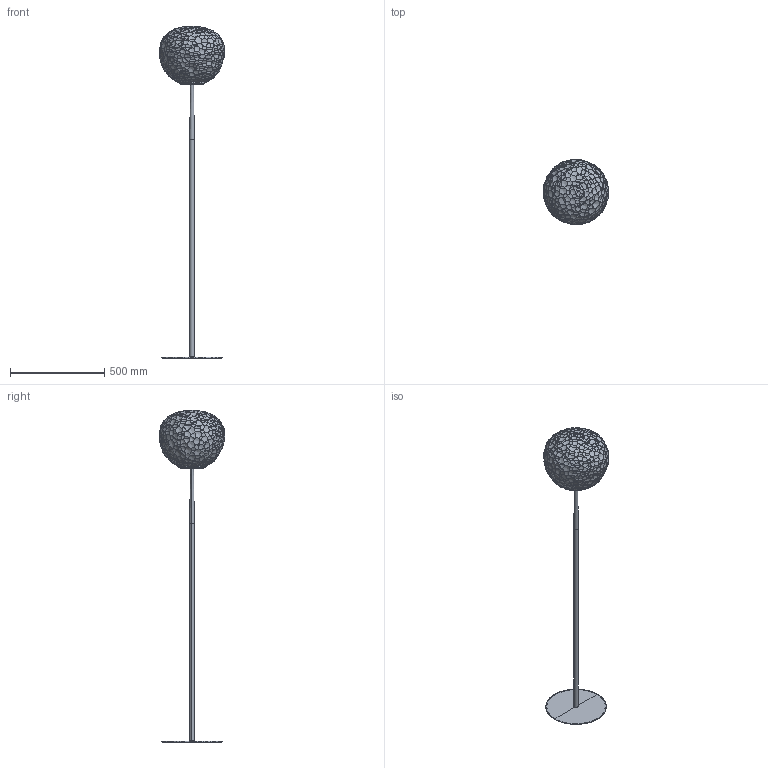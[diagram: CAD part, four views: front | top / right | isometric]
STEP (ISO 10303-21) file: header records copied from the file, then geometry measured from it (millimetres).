
FILE_DESCRIPTION(/* description */ (''),/* implementation_level */ '2;1');
FILE_NAME(/* name */ 'METEORITE 35 TERRA',/* time_stamp */ '2015-03-13T14:54:43+01:00',/* author */ (''),/* organization */ (''),/* preprocessor_version */ 'ST-DEVELOPER v15',/* originating_system */ '',/* authorisation */ '');
FILE_SCHEMA (('AUTOMOTIVE_DESIGN'));
Products named in the file (2): Document; (#4843) X107000005_-
Assembly tree (1 placements, depth 2):
  Document
    (#4843) X107000005_-
Bounding box: 348.85 x 348.88 x 1761.9 mm (x, y, z)
Surface area: 585906.2 mm2 (no closed solid volume)
Topology: 0 solids, 1201 shells, 1210 faces, 7158 edges, 7121 vertices
Faces by surface type: bspline 1204, plane 6
Entity records: 97145 total; most frequent: CARTESIAN_POINT 62132, ORIENTED_EDGE 7156, EDGE_CURVE 7138, VERTEX_POINT 7121, B_SPLINE_CURVE_WITH_KNOTS 6278, EDGE_LOOP 1213, ADVANCED_FACE 1210, FACE_OUTER_BOUND 1210
